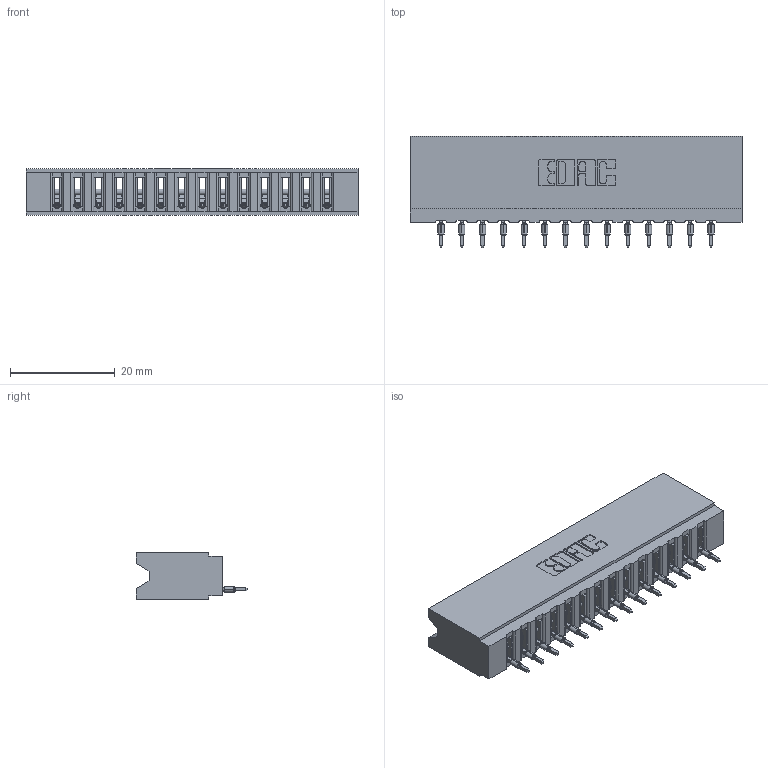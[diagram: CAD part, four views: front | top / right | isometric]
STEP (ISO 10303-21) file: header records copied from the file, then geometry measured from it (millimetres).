
FILE_DESCRIPTION (( 'STEP AP203' ), '1' );
FILE_NAME ('737-014-525-106.STEP', '2026-02-24T21:02:54', ( '' ), ( '' ), 'SwSTEP 2.0', 'SolidWorks 2023', '' );
FILE_SCHEMA (( 'CONFIG_CONTROL_DESIGN' ));
Length unit declared in the file: millimetre
Products named in the file (3): 737 Part_Insulator Option - 06; 737-014-525-106; 745-292-001_525
Assembly tree (15 placements, depth 2):
  737-014-525-106
    737 Part_Insulator Option - 06
    745-292-001_525  x14
Bounding box: 63.35 x 21.22 x 8.89 mm (x, y, z)
Volume: 6216.9 mm3; surface area: 8116.4 mm2
Topology: 15 solids, 15 shells, 1677 faces, 4611 edges, 2914 vertices
Faces by surface type: plane 1007, cylinder 306, bspline 280, torus 84
Entity records: 27393 total; most frequent: CARTESIAN_POINT 5330, ORIENTED_EDGE 4724, DIRECTION 4120, EDGE_CURVE 2362, VECTOR 2096, LINE 2096, VERTEX_POINT 1510, AXIS2_PLACEMENT_3D 1012
